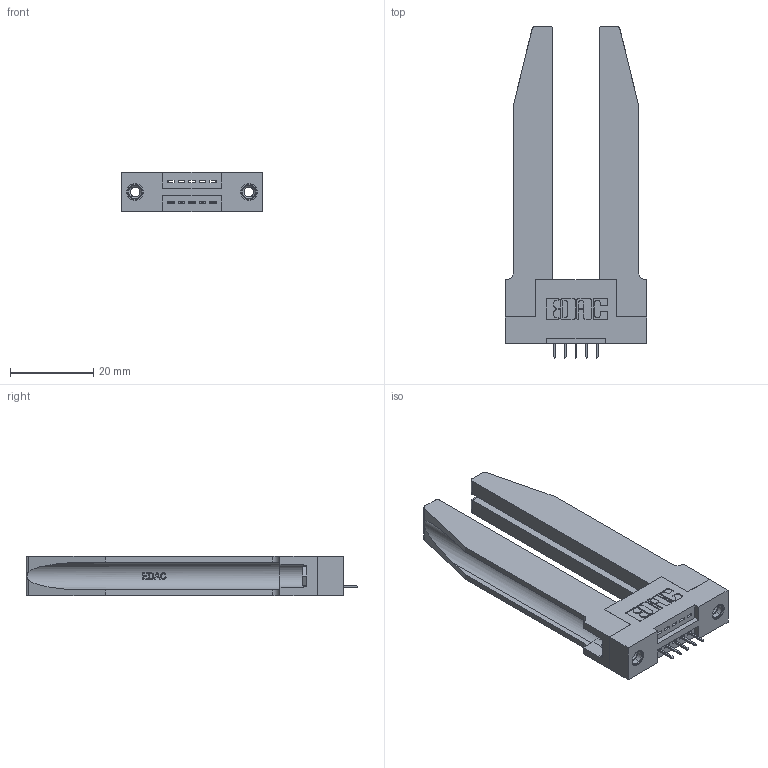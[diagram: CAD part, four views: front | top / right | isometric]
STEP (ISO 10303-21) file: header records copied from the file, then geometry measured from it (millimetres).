
FILE_DESCRIPTION (( 'STEP AP203' ), '1' );
FILE_NAME ('395-005-525-178.STEP', '2020-09-22T19:37:58', ( '' ), ( '' ), 'SwSTEP 2.0', 'SolidWorks 2020', '' );
FILE_SCHEMA (( 'CONFIG_CONTROL_DESIGN' ));
Length unit declared in the file: inch
Products named in the file (5): 345-220-078_345-220-078; 395-005-525-178; 345-292-001_345-293-125; 345 Part_Flush Mounting Lugs - 0.156 Dia-TH; 345-250-001_345-250-001-102
Assembly tree (10 placements, depth 2):
  395-005-525-178
    345 Part_Flush Mounting Lugs - 0.156 Dia-TH
    345-292-001_345-293-125  x5
    345-250-001_345-250-001-102  x2
    345-220-078_345-220-078  x2
Bounding box: 33.93 x 79.68 x 9.4 mm (x, y, z)
Volume: 10670.1 mm3; surface area: 10128 mm2
Topology: 10 solids, 10 shells, 670 faces, 1849 edges, 1202 vertices
Faces by surface type: plane 452, cylinder 166, bspline 36, cone 12, torus 4
Entity records: 13558 total; most frequent: CARTESIAN_POINT 3246, ORIENTED_EDGE 2082, DIRECTION 1897, EDGE_CURVE 1041, VECTOR 799, LINE 799, VERTEX_POINT 684, AXIS2_PLACEMENT_3D 549
